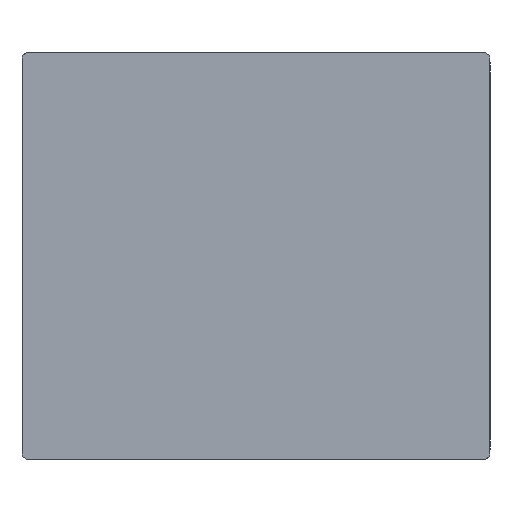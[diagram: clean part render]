
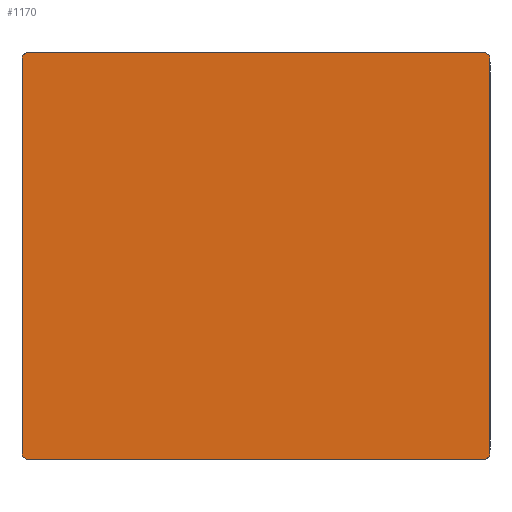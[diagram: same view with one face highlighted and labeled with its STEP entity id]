
A CAD part, front view. The second image highlights one B-rep face of the part: STEP entity #1170.
In plain terms, the highlighted face is planar.
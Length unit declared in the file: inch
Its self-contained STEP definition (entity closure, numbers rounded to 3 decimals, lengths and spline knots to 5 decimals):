
#36 = CARTESIAN_POINT ( 'NONE',  ( -1.35827, -1.1811, -0.03937 ) ) ;
#104 = DIRECTION ( 'NONE',  ( 1., 0., 0. ) ) ;
#134 = CARTESIAN_POINT ( 'NONE',  ( 1.3189, -1.14173, -0.03937 ) ) ;
#152 = AXIS2_PLACEMENT_3D ( 'NONE', #1782, #1744, #824 ) ;
#154 = DIRECTION ( 'NONE',  ( 1., 0., 0. ) ) ;
#174 = CARTESIAN_POINT ( 'NONE',  ( 1.35827, 1.1811, -0.03937 ) ) ;
#181 = LINE ( 'NONE', #302, #2810 ) ;
#244 = DIRECTION ( 'NONE',  ( 0., 1., 0. ) ) ;
#302 = CARTESIAN_POINT ( 'NONE',  ( 1.35827, -1.1811, -0.03937 ) ) ;
#304 = LINE ( 'NONE', #1809, #857 ) ;
#355 = DIRECTION ( 'NONE',  ( 0., 0., -1. ) ) ;
#369 = AXIS2_PLACEMENT_3D ( 'NONE', #2227, #2487, #1802 ) ;
#393 = VERTEX_POINT ( 'NONE', #1478 ) ;
#435 = EDGE_CURVE ( 'NONE', #393, #1291, #2282, .T. ) ;
#438 = VECTOR ( 'NONE', #244, 39.37008 ) ;
#447 = VERTEX_POINT ( 'NONE', #670 ) ;
#449 = CIRCLE ( 'NONE', #2597, 0.03937 ) ;
#474 = FACE_OUTER_BOUND ( 'NONE', #1753, .T. ) ;
#482 = EDGE_CURVE ( 'NONE', #1629, #945, #449, .T. ) ;
#647 = CARTESIAN_POINT ( 'NONE',  ( 1.35827, -1.14173, -0.03937 ) ) ;
#670 = CARTESIAN_POINT ( 'NONE',  ( -1.35827, -1.14173, -0.03937 ) ) ;
#694 = VERTEX_POINT ( 'NONE', #766 ) ;
#748 = CARTESIAN_POINT ( 'NONE',  ( 1.35827, 1.14173, -0.03937 ) ) ;
#766 = CARTESIAN_POINT ( 'NONE',  ( 1.3189, -1.1811, -0.03937 ) ) ;
#785 = ORIENTED_EDGE ( 'NONE', *, *, #1985, .T. ) ;
#824 = DIRECTION ( 'NONE',  ( 1., 0., 0. ) ) ;
#854 = ORIENTED_EDGE ( 'NONE', *, *, #435, .T. ) ;
#857 = VECTOR ( 'NONE', #942, 39.37008 ) ;
#872 = DIRECTION ( 'NONE',  ( 0., 0., -1. ) ) ;
#942 = DIRECTION ( 'NONE',  ( 0., -1., 0. ) ) ;
#945 = VERTEX_POINT ( 'NONE', #748 ) ;
#962 = DIRECTION ( 'NONE',  ( 0., 0., -1. ) ) ;
#967 = EDGE_CURVE ( 'NONE', #1291, #1629, #1779, .T. ) ;
#1025 = ORIENTED_EDGE ( 'NONE', *, *, #967, .T. ) ;
#1170 = ADVANCED_FACE ( 'NONE', ( #474 ), #1395, .F. ) ;
#1291 = VERTEX_POINT ( 'NONE', #1513 ) ;
#1395 = PLANE ( 'NONE',  #369 ) ;
#1424 = EDGE_CURVE ( 'NONE', #447, #393, #2502, .T. ) ;
#1478 = CARTESIAN_POINT ( 'NONE',  ( -1.35827, 1.14173, -0.03937 ) ) ;
#1513 = CARTESIAN_POINT ( 'NONE',  ( -1.3189, 1.1811, -0.03937 ) ) ;
#1530 = ORIENTED_EDGE ( 'NONE', *, *, #2321, .T. ) ;
#1611 = AXIS2_PLACEMENT_3D ( 'NONE', #134, #962, #104 ) ;
#1629 = VERTEX_POINT ( 'NONE', #1889 ) ;
#1680 = CARTESIAN_POINT ( 'NONE',  ( -1.3189, -1.1811, -0.03937 ) ) ;
#1701 = DIRECTION ( 'NONE',  ( 1., 0., 0. ) ) ;
#1702 = ORIENTED_EDGE ( 'NONE', *, *, #2401, .T. ) ;
#1744 = DIRECTION ( 'NONE',  ( 0., 0., -1. ) ) ;
#1753 = EDGE_LOOP ( 'NONE', ( #1882, #854, #1025, #2329, #785, #1702, #1530, #1760 ) ) ;
#1760 = ORIENTED_EDGE ( 'NONE', *, *, #2451, .T. ) ;
#1779 = LINE ( 'NONE', #174, #2015 ) ;
#1782 = CARTESIAN_POINT ( 'NONE',  ( -1.3189, 1.14173, -0.03937 ) ) ;
#1802 = DIRECTION ( 'NONE',  ( 1., 0., 0. ) ) ;
#1809 = CARTESIAN_POINT ( 'NONE',  ( 1.35827, -1.1811, -0.03937 ) ) ;
#1882 = ORIENTED_EDGE ( 'NONE', *, *, #1424, .T. ) ;
#1889 = CARTESIAN_POINT ( 'NONE',  ( 1.3189, 1.1811, -0.03937 ) ) ;
#1897 = CIRCLE ( 'NONE', #2496, 0.03937 ) ;
#1906 = CARTESIAN_POINT ( 'NONE',  ( -1.3189, -1.14173, -0.03937 ) ) ;
#1952 = CIRCLE ( 'NONE', #1611, 0.03937 ) ;
#1985 = EDGE_CURVE ( 'NONE', #945, #2623, #304, .T. ) ;
#2015 = VECTOR ( 'NONE', #154, 39.37008 ) ;
#2184 = CARTESIAN_POINT ( 'NONE',  ( 1.3189, 1.14173, -0.03937 ) ) ;
#2197 = VERTEX_POINT ( 'NONE', #1680 ) ;
#2227 = CARTESIAN_POINT ( 'NONE',  ( 0., 0., -0.03937 ) ) ;
#2282 = CIRCLE ( 'NONE', #152, 0.03937 ) ;
#2321 = EDGE_CURVE ( 'NONE', #694, #2197, #181, .T. ) ;
#2329 = ORIENTED_EDGE ( 'NONE', *, *, #482, .T. ) ;
#2401 = EDGE_CURVE ( 'NONE', #2623, #694, #1952, .T. ) ;
#2442 = DIRECTION ( 'NONE',  ( 1., 0., 0. ) ) ;
#2451 = EDGE_CURVE ( 'NONE', #2197, #447, #1897, .T. ) ;
#2487 = DIRECTION ( 'NONE',  ( 0., 0., 1. ) ) ;
#2496 = AXIS2_PLACEMENT_3D ( 'NONE', #1906, #355, #1701 ) ;
#2502 = LINE ( 'NONE', #36, #438 ) ;
#2597 = AXIS2_PLACEMENT_3D ( 'NONE', #2184, #872, #2442 ) ;
#2623 = VERTEX_POINT ( 'NONE', #647 ) ;
#2722 = DIRECTION ( 'NONE',  ( -1., 0., 0. ) ) ;
#2810 = VECTOR ( 'NONE', #2722, 39.37008 ) ;
